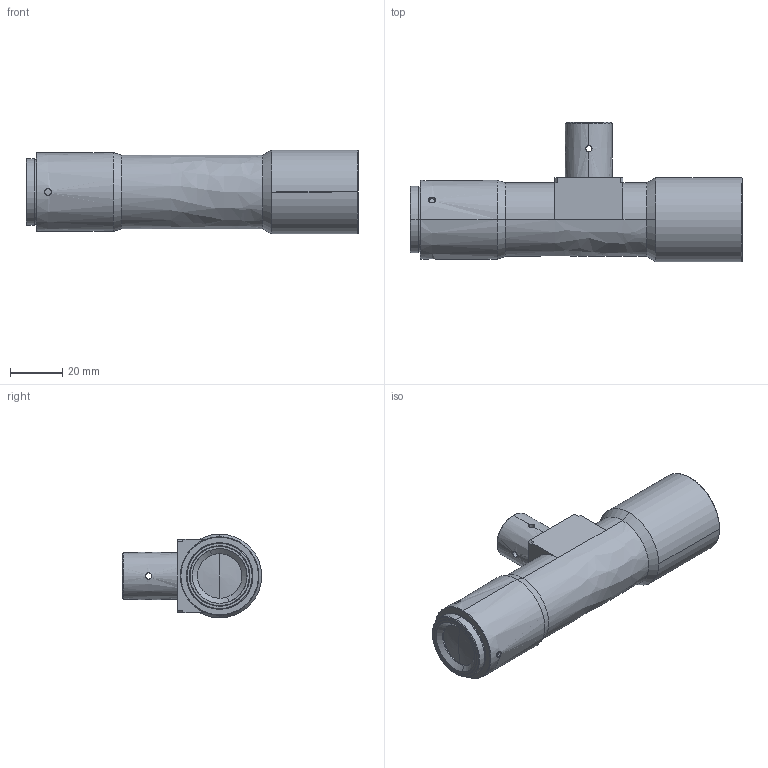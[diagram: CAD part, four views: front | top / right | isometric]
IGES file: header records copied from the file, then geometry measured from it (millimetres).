
Start section: SolidWorks IGES file using analytic representation for surfaces
Global section: file name: WWH08-110CTV2.IGS; native system: SolidWorks 2017; preprocessor: SolidWorks 2017; author: luosh; date: 190318.114904; units: millimetre
Bounding box: 126.61 x 53.1 x 32 mm (x, y, z)
Surface area: 16603.7 mm2 (no closed solid volume)
Topology: 0 solids, 0 shells, 142 faces, 2499 edges, 2487 vertices
Faces by surface type: revolution 109, bspline 33
